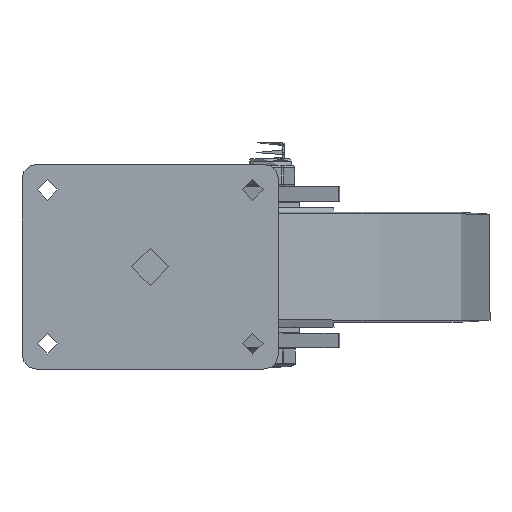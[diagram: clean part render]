
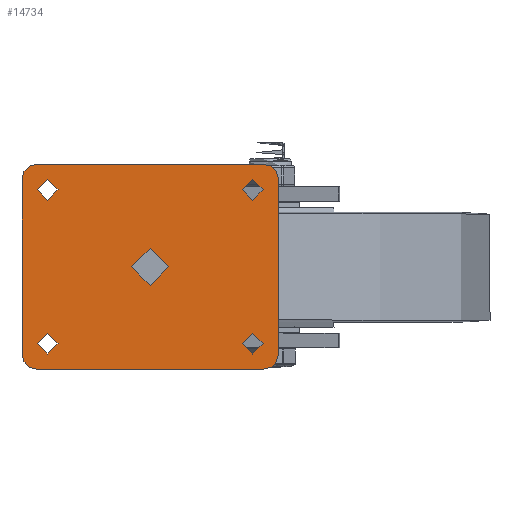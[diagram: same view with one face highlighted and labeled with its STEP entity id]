
A CAD part, top view. The second image highlights one B-rep face of the part: STEP entity #14734.
In plain terms, the highlighted planar face has unit normal (0, 0, 1).
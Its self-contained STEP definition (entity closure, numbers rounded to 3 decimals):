
#390=FACE_BOUND('',#1985,.T.);
#391=FACE_BOUND('',#1986,.T.);
#392=FACE_BOUND('',#1987,.T.);
#393=FACE_BOUND('',#1988,.T.);
#394=FACE_BOUND('',#1989,.T.);
#479=PLANE('',#15836);
#1088=FACE_OUTER_BOUND('',#1984,.T.);
#1984=EDGE_LOOP('',(#10045,#10046,#10047,#10048,#10049,#10050,#10051,#10052));
#1985=EDGE_LOOP('',(#10053));
#1986=EDGE_LOOP('',(#10054));
#1987=EDGE_LOOP('',(#10055));
#1988=EDGE_LOOP('',(#10056));
#1989=EDGE_LOOP('',(#10057));
#2934=CIRCLE('',#15806,7.1);
#2936=CIRCLE('',#15809,7.1);
#2938=CIRCLE('',#15812,7.1);
#2940=CIRCLE('',#15815,7.1);
#2949=CIRCLE('',#15828,12.75);
#2950=CIRCLE('',#15837,10.);
#2951=CIRCLE('',#15838,10.);
#2952=CIRCLE('',#15839,10.);
#2953=CIRCLE('',#15840,10.);
#4352=LINE('',#27102,#5199);
#4353=LINE('',#27106,#5200);
#4354=LINE('',#27110,#5201);
#4355=LINE('',#27113,#5202);
#5199=VECTOR('',#17380,1000.);
#5200=VECTOR('',#17383,1000.);
#5201=VECTOR('',#17386,1000.);
#5202=VECTOR('',#17389,1000.);
#6052=VERTEX_POINT('',#22361);
#6054=VERTEX_POINT('',#22367);
#6056=VERTEX_POINT('',#22373);
#6058=VERTEX_POINT('',#22379);
#6066=VERTEX_POINT('',#22403);
#6111=VERTEX_POINT('',#27098);
#6112=VERTEX_POINT('',#27099);
#6113=VERTEX_POINT('',#27101);
#6114=VERTEX_POINT('',#27103);
#6115=VERTEX_POINT('',#27105);
#6116=VERTEX_POINT('',#27107);
#6117=VERTEX_POINT('',#27109);
#6118=VERTEX_POINT('',#27111);
#7538=EDGE_CURVE('',#6052,#6052,#2934,.T.);
#7541=EDGE_CURVE('',#6054,#6054,#2936,.T.);
#7544=EDGE_CURVE('',#6056,#6056,#2938,.T.);
#7547=EDGE_CURVE('',#6058,#6058,#2940,.T.);
#7560=EDGE_CURVE('',#6066,#6066,#2949,.T.);
#7633=EDGE_CURVE('',#6111,#6112,#2950,.T.);
#7634=EDGE_CURVE('',#6113,#6111,#4352,.T.);
#7635=EDGE_CURVE('',#6114,#6113,#2951,.T.);
#7636=EDGE_CURVE('',#6115,#6114,#4353,.T.);
#7637=EDGE_CURVE('',#6116,#6115,#2952,.T.);
#7638=EDGE_CURVE('',#6117,#6116,#4354,.T.);
#7639=EDGE_CURVE('',#6117,#6118,#2953,.T.);
#7640=EDGE_CURVE('',#6112,#6118,#4355,.T.);
#10045=ORIENTED_EDGE('',*,*,#7633,.F.);
#10046=ORIENTED_EDGE('',*,*,#7634,.F.);
#10047=ORIENTED_EDGE('',*,*,#7635,.F.);
#10048=ORIENTED_EDGE('',*,*,#7636,.F.);
#10049=ORIENTED_EDGE('',*,*,#7637,.F.);
#10050=ORIENTED_EDGE('',*,*,#7638,.F.);
#10051=ORIENTED_EDGE('',*,*,#7639,.T.);
#10052=ORIENTED_EDGE('',*,*,#7640,.F.);
#10053=ORIENTED_EDGE('',*,*,#7560,.F.);
#10054=ORIENTED_EDGE('',*,*,#7547,.T.);
#10055=ORIENTED_EDGE('',*,*,#7544,.T.);
#10056=ORIENTED_EDGE('',*,*,#7541,.T.);
#10057=ORIENTED_EDGE('',*,*,#7538,.T.);
#14734=ADVANCED_FACE('',(#1088,#390,#391,#392,#393,#394),#479,.T.);
#15806=AXIS2_PLACEMENT_3D('',#22362,#17304,#17305);
#15809=AXIS2_PLACEMENT_3D('',#22368,#17311,#17312);
#15812=AXIS2_PLACEMENT_3D('',#22374,#17318,#17319);
#15815=AXIS2_PLACEMENT_3D('',#22380,#17325,#17326);
#15828=AXIS2_PLACEMENT_3D('',#22405,#17355,#17356);
#15836=AXIS2_PLACEMENT_3D('',#27097,#17376,#17377);
#15837=AXIS2_PLACEMENT_3D('',#27100,#17378,#17379);
#15838=AXIS2_PLACEMENT_3D('',#27104,#17381,#17382);
#15839=AXIS2_PLACEMENT_3D('',#27108,#17384,#17385);
#15840=AXIS2_PLACEMENT_3D('',#27112,#17387,#17388);
#17304=DIRECTION('center_axis',(0.,0.,-1.));
#17305=DIRECTION('ref_axis',(1.,0.,0.));
#17311=DIRECTION('center_axis',(0.,0.,-1.));
#17312=DIRECTION('ref_axis',(1.,0.,0.));
#17318=DIRECTION('center_axis',(0.,0.,-1.));
#17319=DIRECTION('ref_axis',(1.,0.,0.));
#17325=DIRECTION('center_axis',(0.,0.,-1.));
#17326=DIRECTION('ref_axis',(1.,0.,0.));
#17355=DIRECTION('center_axis',(0.,0.,1.));
#17356=DIRECTION('ref_axis',(1.,0.,0.));
#17376=DIRECTION('center_axis',(0.,0.,1.));
#17377=DIRECTION('ref_axis',(1.,0.,0.));
#17378=DIRECTION('center_axis',(0.,0.,-1.));
#17379=DIRECTION('ref_axis',(0.,-1.,0.));
#17380=DIRECTION('',(-1.,0.,0.));
#17381=DIRECTION('center_axis',(0.,0.,-1.));
#17382=DIRECTION('ref_axis',(1.,0.,0.));
#17383=DIRECTION('',(0.,-1.,0.));
#17384=DIRECTION('center_axis',(0.,0.,-1.));
#17385=DIRECTION('ref_axis',(0.,1.,0.));
#17386=DIRECTION('',(1.,0.,0.));
#17387=DIRECTION('center_axis',(0.,0.,1.));
#17388=DIRECTION('ref_axis',(0.,1.,0.));
#17389=DIRECTION('',(0.,1.,0.));
#22361=CARTESIAN_POINT('',(-77.1,52.5,0.));
#22362=CARTESIAN_POINT('Origin',(-70.,52.5,0.));
#22367=CARTESIAN_POINT('',(62.9,52.5,0.));
#22368=CARTESIAN_POINT('Origin',(70.,52.5,0.));
#22373=CARTESIAN_POINT('',(62.9,-52.5,0.));
#22374=CARTESIAN_POINT('Origin',(70.,-52.5,0.));
#22379=CARTESIAN_POINT('',(-77.1,-52.5,0.));
#22380=CARTESIAN_POINT('Origin',(-70.,-52.5,0.));
#22403=CARTESIAN_POINT('',(-12.75,0.,0.));
#22405=CARTESIAN_POINT('Origin',(0.,0.,0.));
#27097=CARTESIAN_POINT('Origin',(0.,0.,0.));
#27098=CARTESIAN_POINT('',(-77.5,-70.,0.));
#27099=CARTESIAN_POINT('',(-87.5,-60.,0.));
#27100=CARTESIAN_POINT('Origin',(-77.5,-60.,0.));
#27101=CARTESIAN_POINT('',(77.5,-70.,0.));
#27102=CARTESIAN_POINT('',(77.5,-70.,0.));
#27103=CARTESIAN_POINT('',(87.5,-60.,0.));
#27104=CARTESIAN_POINT('Origin',(77.5,-60.,0.));
#27105=CARTESIAN_POINT('',(87.5,60.,0.));
#27106=CARTESIAN_POINT('',(87.5,60.,0.));
#27107=CARTESIAN_POINT('',(77.5,70.,0.));
#27108=CARTESIAN_POINT('Origin',(77.5,60.,0.));
#27109=CARTESIAN_POINT('',(-77.5,70.,0.));
#27110=CARTESIAN_POINT('',(-77.5,70.,0.));
#27111=CARTESIAN_POINT('',(-87.5,60.,0.));
#27112=CARTESIAN_POINT('Origin',(-77.5,60.,0.));
#27113=CARTESIAN_POINT('',(-87.5,-60.,0.));
